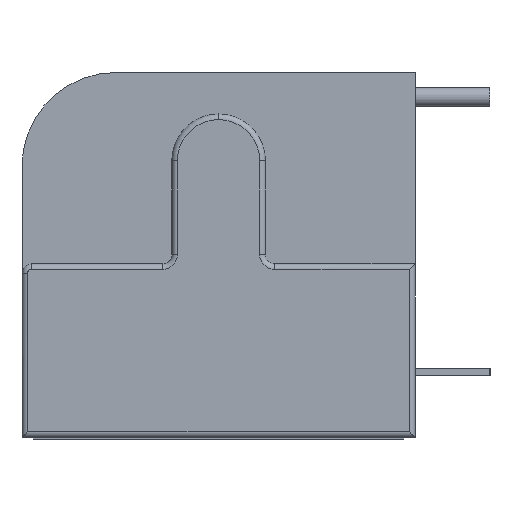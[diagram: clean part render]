
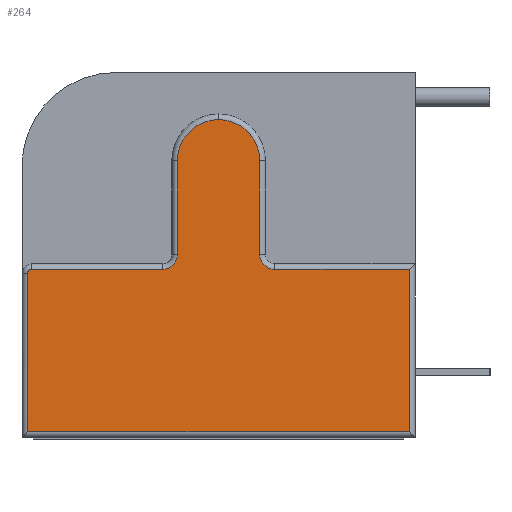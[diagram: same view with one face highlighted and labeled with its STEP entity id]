
A CAD part, left-side view. The second image highlights one B-rep face of the part: STEP entity #264.
In plain terms, the highlighted planar face has unit normal (-1, 0, 0).
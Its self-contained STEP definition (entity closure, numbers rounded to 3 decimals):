
#88 = CIRCLE ( 'NONE', #3579, 2.2 ) ;
#99 = CARTESIAN_POINT ( 'NONE',  ( 0., 0., -19.5 ) ) ;
#145 = CARTESIAN_POINT ( 'NONE',  ( 0., 20.7, -19.2 ) ) ;
#166 = ORIENTED_EDGE ( 'NONE', *, *, #5022, .T. ) ;
#173 = VERTEX_POINT ( 'NONE', #524 ) ;
#187 = EDGE_CURVE ( 'NONE', #4731, #3917, #4901, .T. ) ;
#255 = CARTESIAN_POINT ( 'NONE',  ( 0., 8.3, -4.713 ) ) ;
#264 = ADVANCED_FACE ( 'NONE', ( #3568 ), #5147, .T. ) ;
#277 = AXIS2_PLACEMENT_3D ( 'NONE', #99, #2025, #5244 ) ;
#279 = DIRECTION ( 'NONE',  ( 0., 0., -1. ) ) ;
#316 = CIRCLE ( 'NONE', #821, 0.2 ) ;
#369 = DIRECTION ( 'NONE',  ( 0., -1., 0. ) ) ;
#468 = DIRECTION ( 'NONE',  ( -1., 0., 0. ) ) ;
#523 = DIRECTION ( 'NONE',  ( 1., 0., 0. ) ) ;
#524 = CARTESIAN_POINT ( 'NONE',  ( 0., 8.3, -9.72 ) ) ;
#571 = VERTEX_POINT ( 'NONE', #1262 ) ;
#821 = AXIS2_PLACEMENT_3D ( 'NONE', #1436, #468, #1414 ) ;
#875 = CARTESIAN_POINT ( 'NONE',  ( 0., 8.3, -19.5 ) ) ;
#994 = DIRECTION ( 'NONE',  ( 0., 0., 1. ) ) ;
#1069 = ORIENTED_EDGE ( 'NONE', *, *, #5701, .T. ) ;
#1095 = CARTESIAN_POINT ( 'NONE',  ( 0., 12.7, -9.72 ) ) ;
#1111 = ORIENTED_EDGE ( 'NONE', *, *, #2812, .T. ) ;
#1180 = EDGE_CURVE ( 'NONE', #5876, #2477, #4942, .T. ) ;
#1192 = CARTESIAN_POINT ( 'NONE',  ( 0., 12.7, -4.713 ) ) ;
#1262 = CARTESIAN_POINT ( 'NONE',  ( 0., 20.7, -10.72 ) ) ;
#1366 = CIRCLE ( 'NONE', #3759, 2.2 ) ;
#1397 = CARTESIAN_POINT ( 'NONE',  ( 0., 10.5, -2.513 ) ) ;
#1401 = EDGE_CURVE ( 'NONE', #1622, #4191, #88, .T. ) ;
#1403 = DIRECTION ( 'NONE',  ( 0., 0., 1. ) ) ;
#1414 = DIRECTION ( 'NONE',  ( 0., 0., 1. ) ) ;
#1436 = CARTESIAN_POINT ( 'NONE',  ( 0., 20.5, -10.72 ) ) ;
#1445 = VECTOR ( 'NONE', #4738, 1000. ) ;
#1560 = CARTESIAN_POINT ( 'NONE',  ( 0., 0.3, -19.2 ) ) ;
#1622 = VERTEX_POINT ( 'NONE', #255 ) ;
#1907 = DIRECTION ( 'NONE',  ( 0., 1., 0. ) ) ;
#1941 = CARTESIAN_POINT ( 'NONE',  ( 0., 0., -10.52 ) ) ;
#1962 = ORIENTED_EDGE ( 'NONE', *, *, #4674, .T. ) ;
#2025 = DIRECTION ( 'NONE',  ( -1., 0., 0. ) ) ;
#2173 = EDGE_LOOP ( 'NONE', ( #166, #1962, #4336, #1069, #6073, #2982, #2525, #2867, #1111, #2774, #4012, #5414 ) ) ;
#2184 = CARTESIAN_POINT ( 'NONE',  ( 0., 7.5, -9.72 ) ) ;
#2343 = LINE ( 'NONE', #4707, #4277 ) ;
#2363 = AXIS2_PLACEMENT_3D ( 'NONE', #2184, #4756, #3857 ) ;
#2432 = VECTOR ( 'NONE', #369, 1000. ) ;
#2457 = LINE ( 'NONE', #875, #3214 ) ;
#2477 = VERTEX_POINT ( 'NONE', #1560 ) ;
#2487 = VECTOR ( 'NONE', #1403, 1000. ) ;
#2525 = ORIENTED_EDGE ( 'NONE', *, *, #4723, .T. ) ;
#2670 = VERTEX_POINT ( 'NONE', #1192 ) ;
#2772 = EDGE_CURVE ( 'NONE', #4191, #2670, #1366, .T. ) ;
#2774 = ORIENTED_EDGE ( 'NONE', *, *, #2838, .T. ) ;
#2812 = EDGE_CURVE ( 'NONE', #3917, #173, #4017, .T. ) ;
#2838 = EDGE_CURVE ( 'NONE', #173, #1622, #2457, .T. ) ;
#2867 = ORIENTED_EDGE ( 'NONE', *, *, #187, .T. ) ;
#2982 = ORIENTED_EDGE ( 'NONE', *, *, #1180, .T. ) ;
#3144 = DIRECTION ( 'NONE',  ( 0., 0., -1. ) ) ;
#3214 = VECTOR ( 'NONE', #4940, 1000. ) ;
#3377 = VECTOR ( 'NONE', #3144, 1000. ) ;
#3476 = VERTEX_POINT ( 'NONE', #4958 ) ;
#3568 = FACE_OUTER_BOUND ( 'NONE', #2173, .T. ) ;
#3579 = AXIS2_PLACEMENT_3D ( 'NONE', #5322, #4813, #4835 ) ;
#3600 = CARTESIAN_POINT ( 'NONE',  ( 0., 12.7, -19.5 ) ) ;
#3601 = VECTOR ( 'NONE', #279, 1000. ) ;
#3759 = AXIS2_PLACEMENT_3D ( 'NONE', #4024, #5962, #4517 ) ;
#3857 = DIRECTION ( 'NONE',  ( 0., 0., 1. ) ) ;
#3899 = LINE ( 'NONE', #5599, #2487 ) ;
#3917 = VERTEX_POINT ( 'NONE', #4861 ) ;
#4012 = ORIENTED_EDGE ( 'NONE', *, *, #1401, .T. ) ;
#4017 = CIRCLE ( 'NONE', #2363, 0.8 ) ;
#4024 = CARTESIAN_POINT ( 'NONE',  ( 0., 10.5, -4.713 ) ) ;
#4033 = LINE ( 'NONE', #5005, #3377 ) ;
#4191 = VERTEX_POINT ( 'NONE', #1397 ) ;
#4228 = CARTESIAN_POINT ( 'NONE',  ( 0., 0.3, -10.52 ) ) ;
#4277 = VECTOR ( 'NONE', #1907, 1000. ) ;
#4336 = ORIENTED_EDGE ( 'NONE', *, *, #5790, .T. ) ;
#4386 = CARTESIAN_POINT ( 'NONE',  ( 0., 13.5, -10.52 ) ) ;
#4430 = LINE ( 'NONE', #3600, #3601 ) ;
#4517 = DIRECTION ( 'NONE',  ( 0., 0., 1. ) ) ;
#4674 = EDGE_CURVE ( 'NONE', #4820, #4839, #4987, .T. ) ;
#4707 = CARTESIAN_POINT ( 'NONE',  ( 0., 0., -10.52 ) ) ;
#4723 = EDGE_CURVE ( 'NONE', #2477, #4731, #3899, .T. ) ;
#4731 = VERTEX_POINT ( 'NONE', #4228 ) ;
#4738 = DIRECTION ( 'NONE',  ( 0., 1., 0. ) ) ;
#4752 = CARTESIAN_POINT ( 'NONE',  ( 0., 13.5, -9.72 ) ) ;
#4756 = DIRECTION ( 'NONE',  ( 1., 0., 0. ) ) ;
#4813 = DIRECTION ( 'NONE',  ( -1., 0., 0. ) ) ;
#4820 = VERTEX_POINT ( 'NONE', #1095 ) ;
#4835 = DIRECTION ( 'NONE',  ( 0., 0., 1. ) ) ;
#4839 = VERTEX_POINT ( 'NONE', #4386 ) ;
#4861 = CARTESIAN_POINT ( 'NONE',  ( 0., 7.5, -10.52 ) ) ;
#4901 = LINE ( 'NONE', #1941, #1445 ) ;
#4940 = DIRECTION ( 'NONE',  ( 0., 0., 1. ) ) ;
#4942 = LINE ( 'NONE', #5871, #2432 ) ;
#4958 = CARTESIAN_POINT ( 'NONE',  ( 0., 20.5, -10.52 ) ) ;
#4987 = CIRCLE ( 'NONE', #5496, 0.8 ) ;
#5005 = CARTESIAN_POINT ( 'NONE',  ( 0., 20.7, -19.5 ) ) ;
#5022 = EDGE_CURVE ( 'NONE', #2670, #4820, #4430, .T. ) ;
#5111 = EDGE_CURVE ( 'NONE', #571, #5876, #4033, .T. ) ;
#5147 = PLANE ( 'NONE',  #277 ) ;
#5244 = DIRECTION ( 'NONE',  ( 0., 0., 1. ) ) ;
#5322 = CARTESIAN_POINT ( 'NONE',  ( 0., 10.5, -4.713 ) ) ;
#5414 = ORIENTED_EDGE ( 'NONE', *, *, #2772, .T. ) ;
#5496 = AXIS2_PLACEMENT_3D ( 'NONE', #4752, #523, #994 ) ;
#5599 = CARTESIAN_POINT ( 'NONE',  ( 0., 0.3, -19.5 ) ) ;
#5701 = EDGE_CURVE ( 'NONE', #3476, #571, #316, .T. ) ;
#5790 = EDGE_CURVE ( 'NONE', #4839, #3476, #2343, .T. ) ;
#5871 = CARTESIAN_POINT ( 'NONE',  ( 0., 0., -19.2 ) ) ;
#5876 = VERTEX_POINT ( 'NONE', #145 ) ;
#5962 = DIRECTION ( 'NONE',  ( -1., 0., 0. ) ) ;
#6073 = ORIENTED_EDGE ( 'NONE', *, *, #5111, .T. ) ;
